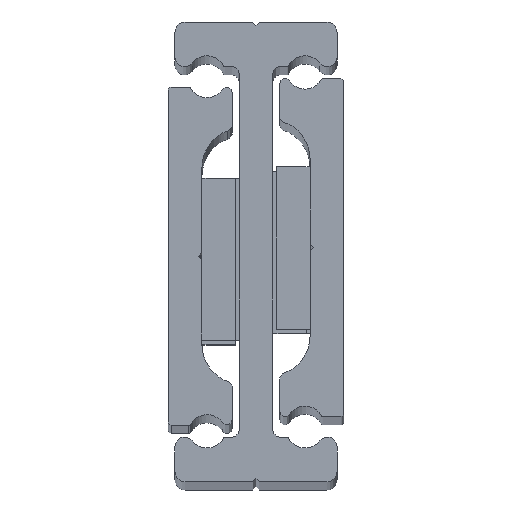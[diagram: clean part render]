
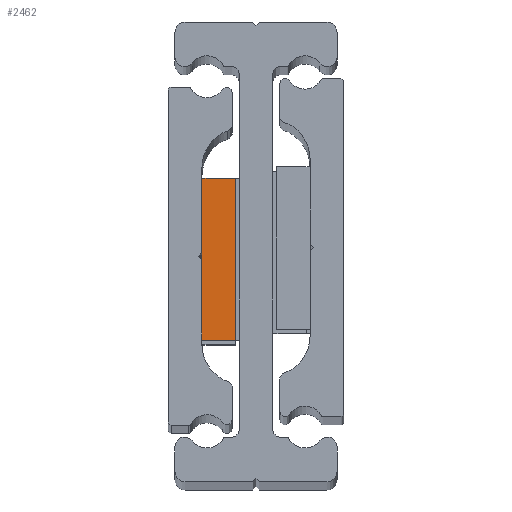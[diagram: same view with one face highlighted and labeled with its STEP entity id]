
A CAD part, top view. The second image highlights one B-rep face of the part: STEP entity #2462.
In plain terms, the highlighted planar face has unit normal (0, 0, 1).
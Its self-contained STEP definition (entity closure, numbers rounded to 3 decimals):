
#395 = CARTESIAN_POINT ( 'NONE',  ( -5., 12., 436.55 ) ) ;
#396 = DIRECTION ( 'NONE',  ( 0., -1., 0. ) ) ;
#788 = LINE ( 'NONE', #395, #789 ) ;
#789 = VECTOR ( 'NONE', #396, 1000. ) ;
#1018 = LINE ( 'NONE', #1264, #1019 ) ;
#1019 = VECTOR ( 'NONE', #1265, 1000. ) ;
#1029 = LINE ( 'NONE', #1284, #1036 ) ;
#1036 = VECTOR ( 'NONE', #1286, 1000. ) ;
#1040 = LINE ( 'NONE', #1292, #1041 ) ;
#1041 = VECTOR ( 'NONE', #1293, 1000. ) ;
#1264 = CARTESIAN_POINT ( 'NONE',  ( -37.153, -12., 436.55 ) ) ;
#1265 = DIRECTION ( 'NONE',  ( 1., 0., 0. ) ) ;
#1284 = CARTESIAN_POINT ( 'NONE',  ( -37.153, 12., 436.55 ) ) ;
#1286 = DIRECTION ( 'NONE',  ( 1., 0., 0. ) ) ;
#1292 = CARTESIAN_POINT ( 'NONE',  ( -10., 12., 436.55 ) ) ;
#1293 = DIRECTION ( 'NONE',  ( 0., 1., 0. ) ) ;
#1712 = CARTESIAN_POINT ( 'NONE',  ( -5., 12., 436.55 ) ) ;
#1713 = DIRECTION ( 'NONE',  ( 0., -1., 0. ) ) ;
#2116 = EDGE_LOOP ( 'NONE', ( #3118, #3114, #3109, #3104, #3100, #3099 ) ) ;
#2385 = FACE_OUTER_BOUND ( 'NONE', #2116, .T. ) ;
#2462 = ADVANCED_FACE ( 'NONE', ( #2385 ), #3428, .T. ) ;
#2598 = CARTESIAN_POINT ( 'NONE',  ( -5., -0.5, 436.55 ) ) ;
#2599 = DIRECTION ( 'NONE',  ( 0., -1., 0. ) ) ;
#2714 = CARTESIAN_POINT ( 'NONE',  ( -5., 12., 436.55 ) ) ;
#2802 = CARTESIAN_POINT ( 'NONE',  ( -5., -12., 436.55 ) ) ;
#2804 = CARTESIAN_POINT ( 'NONE',  ( -5., 0.5, 436.55 ) ) ;
#2810 = CARTESIAN_POINT ( 'NONE',  ( -10., 12., 436.55 ) ) ;
#2811 = CARTESIAN_POINT ( 'NONE',  ( -10., -12., 436.55 ) ) ;
#2827 = CARTESIAN_POINT ( 'NONE',  ( -5., -0.5, 436.55 ) ) ;
#3099 = ORIENTED_EDGE ( 'NONE', *, *, #3951, .F. ) ;
#3100 = ORIENTED_EDGE ( 'NONE', *, *, #4112, .F. ) ;
#3104 = ORIENTED_EDGE ( 'NONE', *, *, #3514, .F. ) ;
#3109 = ORIENTED_EDGE ( 'NONE', *, *, #4130, .F. ) ;
#3114 = ORIENTED_EDGE ( 'NONE', *, *, #3941, .T. ) ;
#3118 = ORIENTED_EDGE ( 'NONE', *, *, #3954, .F. ) ;
#3418 = DIRECTION ( 'NONE',  ( 0., -1., 0. ) ) ;
#3419 = DIRECTION ( 'NONE',  ( 0., 0., 1. ) ) ;
#3425 = CARTESIAN_POINT ( 'NONE',  ( -37.153, 12., 436.55 ) ) ;
#3428 = PLANE ( 'NONE',  #3627 ) ;
#3514 = EDGE_CURVE ( 'NONE', #4315, #4338, #788, .T. ) ;
#3627 = AXIS2_PLACEMENT_3D ( 'NONE', #3425, #3419, #3418 ) ;
#3941 = EDGE_CURVE ( 'NONE', #4322, #4313, #1018, .T. ) ;
#3951 = EDGE_CURVE ( 'NONE', #4321, #4215, #1029, .T. ) ;
#3954 = EDGE_CURVE ( 'NONE', #4322, #4321, #1040, .T. ) ;
#4112 = EDGE_CURVE ( 'NONE', #4215, #4315, #4563, .T. ) ;
#4130 = EDGE_CURVE ( 'NONE', #4338, #4313, #4595, .T. ) ;
#4215 = VERTEX_POINT ( 'NONE', #2714 ) ;
#4313 = VERTEX_POINT ( 'NONE', #2802 ) ;
#4315 = VERTEX_POINT ( 'NONE', #2804 ) ;
#4321 = VERTEX_POINT ( 'NONE', #2810 ) ;
#4322 = VERTEX_POINT ( 'NONE', #2811 ) ;
#4338 = VERTEX_POINT ( 'NONE', #2827 ) ;
#4563 = LINE ( 'NONE', #1712, #4566 ) ;
#4566 = VECTOR ( 'NONE', #1713, 1000. ) ;
#4595 = LINE ( 'NONE', #2598, #4596 ) ;
#4596 = VECTOR ( 'NONE', #2599, 1000. ) ;
